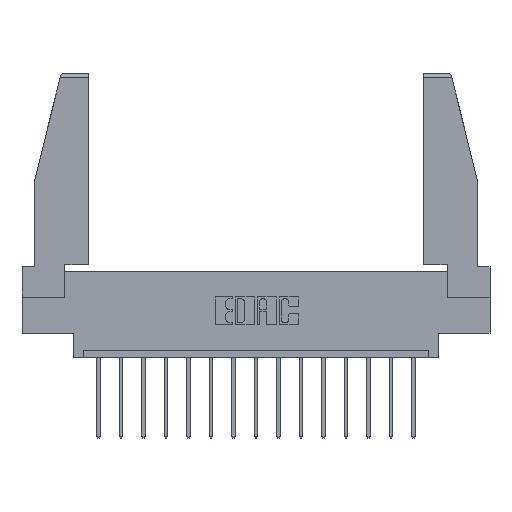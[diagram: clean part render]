
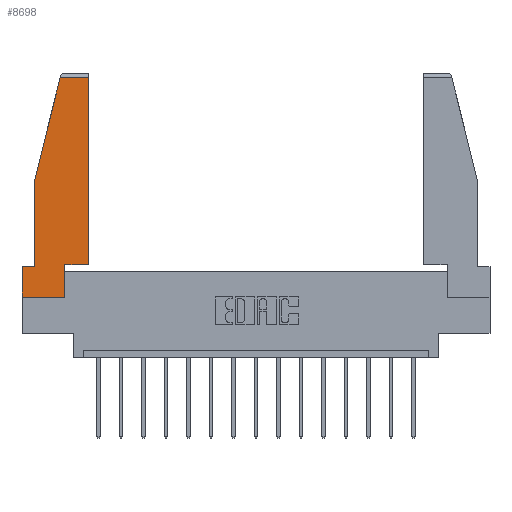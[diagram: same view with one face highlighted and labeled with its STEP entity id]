
A CAD part, top view. The second image highlights one B-rep face of the part: STEP entity #8698.
In plain terms, the highlighted planar face has unit normal (0, 0, 1).
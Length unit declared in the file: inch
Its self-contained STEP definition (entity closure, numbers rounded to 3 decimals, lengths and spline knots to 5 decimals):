
#315 = ORIENTED_EDGE ( 'NONE', *, *, #7019, .T. ) ;
#822 = DIRECTION ( 'NONE',  ( 0., -1., 0. ) ) ;
#971 = VECTOR ( 'NONE', #3963, 39.37008 ) ;
#1250 = AXIS2_PLACEMENT_3D ( 'NONE', #5297, #15881, #3948 ) ;
#2051 = EDGE_CURVE ( 'NONE', #10871, #4372, #8087, .T. ) ;
#2140 = CARTESIAN_POINT ( 'NONE',  ( 0.297, 0., 0. ) ) ;
#2184 = CARTESIAN_POINT ( 'NONE',  ( 0., 0., 0. ) ) ;
#2402 = ORIENTED_EDGE ( 'NONE', *, *, #16899, .T. ) ;
#2453 = ORIENTED_EDGE ( 'NONE', *, *, #12946, .T. ) ;
#3396 = VERTEX_POINT ( 'NONE', #15726 ) ;
#3746 = LINE ( 'NONE', #2140, #8171 ) ;
#3835 = DIRECTION ( 'NONE',  ( -1., 0., 0. ) ) ;
#3948 = DIRECTION ( 'NONE',  ( 1., 0., 0. ) ) ;
#3963 = DIRECTION ( 'NONE',  ( 1., 0., 0. ) ) ;
#4372 = VERTEX_POINT ( 'NONE', #14949 ) ;
#4704 = EDGE_CURVE ( 'NONE', #7294, #9584, #16775, .T. ) ;
#5200 = EDGE_CURVE ( 'NONE', #6274, #7294, #15318, .T. ) ;
#5264 = VERTEX_POINT ( 'NONE', #17111 ) ;
#5297 = CARTESIAN_POINT ( 'NONE',  ( 0., 0., 0. ) ) ;
#5980 = LINE ( 'NONE', #9382, #971 ) ;
#6008 = CARTESIAN_POINT ( 'NONE',  ( 0.271, 1.55, 0. ) ) ;
#6066 = ORIENTED_EDGE ( 'NONE', *, *, #15095, .T. ) ;
#6233 = CARTESIAN_POINT ( 'NONE',  ( 0., 0., 0. ) ) ;
#6274 = VERTEX_POINT ( 'NONE', #14332 ) ;
#6443 = VECTOR ( 'NONE', #15363, 39.37008 ) ;
#6658 = ORIENTED_EDGE ( 'NONE', *, *, #2051, .T. ) ;
#7019 = EDGE_CURVE ( 'NONE', #11284, #3396, #3746, .T. ) ;
#7150 = VECTOR ( 'NONE', #12658, 39.37008 ) ;
#7294 = VERTEX_POINT ( 'NONE', #7747 ) ;
#7385 = VECTOR ( 'NONE', #3835, 39.37008 ) ;
#7474 = DIRECTION ( 'NONE',  ( 1., 0., 0. ) ) ;
#7655 = LINE ( 'NONE', #6233, #15980 ) ;
#7687 = EDGE_LOOP ( 'NONE', ( #6658, #6066, #2402, #12724, #9548, #9830, #13273, #315, #2453 ) ) ;
#7747 = CARTESIAN_POINT ( 'NONE',  ( 0.086, 0.21, 0. ) ) ;
#8087 = LINE ( 'NONE', #8661, #15797 ) ;
#8171 = VECTOR ( 'NONE', #9031, 39.37008 ) ;
#8631 = VECTOR ( 'NONE', #822, 39.37008 ) ;
#8661 = CARTESIAN_POINT ( 'NONE',  ( 0.461, 0.223, 0. ) ) ;
#8698 = ADVANCED_FACE ( 'NONE', ( #14193 ), #9428, .T. ) ;
#9031 = DIRECTION ( 'NONE',  ( 0., 1., 0. ) ) ;
#9107 = CARTESIAN_POINT ( 'NONE',  ( 0.297, 0., 0. ) ) ;
#9382 = CARTESIAN_POINT ( 'NONE',  ( 0.297, 0.223, 0. ) ) ;
#9428 = PLANE ( 'NONE',  #1250 ) ;
#9548 = ORIENTED_EDGE ( 'NONE', *, *, #4704, .T. ) ;
#9584 = VERTEX_POINT ( 'NONE', #10356 ) ;
#9714 = EDGE_CURVE ( 'NONE', #10180, #11284, #7655, .T. ) ;
#9830 = ORIENTED_EDGE ( 'NONE', *, *, #10064, .T. ) ;
#10064 = EDGE_CURVE ( 'NONE', #9584, #10180, #11353, .T. ) ;
#10180 = VERTEX_POINT ( 'NONE', #2184 ) ;
#10356 = CARTESIAN_POINT ( 'NONE',  ( 0., 0.21, 0. ) ) ;
#10871 = VERTEX_POINT ( 'NONE', #15919 ) ;
#11173 = CARTESIAN_POINT ( 'NONE',  ( 0.086, 0.8, 0. ) ) ;
#11284 = VERTEX_POINT ( 'NONE', #9107 ) ;
#11353 = LINE ( 'NONE', #12815, #8631 ) ;
#11764 = CARTESIAN_POINT ( 'NONE',  ( 0., 0.21, 0. ) ) ;
#12115 = LINE ( 'NONE', #6008, #6443 ) ;
#12180 = VECTOR ( 'NONE', #14497, 39.37008 ) ;
#12658 = DIRECTION ( 'NONE',  ( 0., -1., 0. ) ) ;
#12724 = ORIENTED_EDGE ( 'NONE', *, *, #5200, .T. ) ;
#12815 = CARTESIAN_POINT ( 'NONE',  ( 0., 0.21, 0. ) ) ;
#12946 = EDGE_CURVE ( 'NONE', #3396, #10871, #5980, .T. ) ;
#13035 = LINE ( 'NONE', #17031, #12180 ) ;
#13273 = ORIENTED_EDGE ( 'NONE', *, *, #9714, .T. ) ;
#14193 = FACE_OUTER_BOUND ( 'NONE', #7687, .T. ) ;
#14332 = CARTESIAN_POINT ( 'NONE',  ( 0.086, 0.8, 0. ) ) ;
#14497 = DIRECTION ( 'NONE',  ( -1., 0., 0. ) ) ;
#14949 = CARTESIAN_POINT ( 'NONE',  ( 0.461, 1.52, 0. ) ) ;
#15084 = DIRECTION ( 'NONE',  ( 0., 1., 0. ) ) ;
#15095 = EDGE_CURVE ( 'NONE', #4372, #5264, #13035, .T. ) ;
#15318 = LINE ( 'NONE', #11173, #7150 ) ;
#15363 = DIRECTION ( 'NONE',  ( -0.239, -0.971, 0. ) ) ;
#15726 = CARTESIAN_POINT ( 'NONE',  ( 0.297, 0.223, 0. ) ) ;
#15797 = VECTOR ( 'NONE', #15084, 39.37008 ) ;
#15881 = DIRECTION ( 'NONE',  ( 0., 0., 1. ) ) ;
#15919 = CARTESIAN_POINT ( 'NONE',  ( 0.461, 0.223, 0. ) ) ;
#15980 = VECTOR ( 'NONE', #7474, 39.37008 ) ;
#16775 = LINE ( 'NONE', #11764, #7385 ) ;
#16899 = EDGE_CURVE ( 'NONE', #5264, #6274, #12115, .T. ) ;
#17031 = CARTESIAN_POINT ( 'NONE',  ( 0., 1.52, 0. ) ) ;
#17111 = CARTESIAN_POINT ( 'NONE',  ( 0.2636, 1.52, 0. ) ) ;
